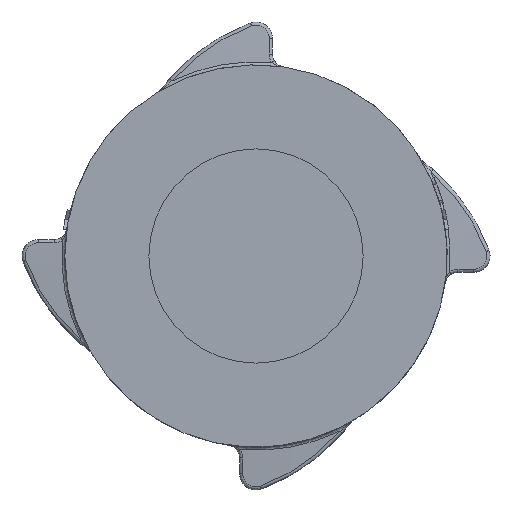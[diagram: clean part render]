
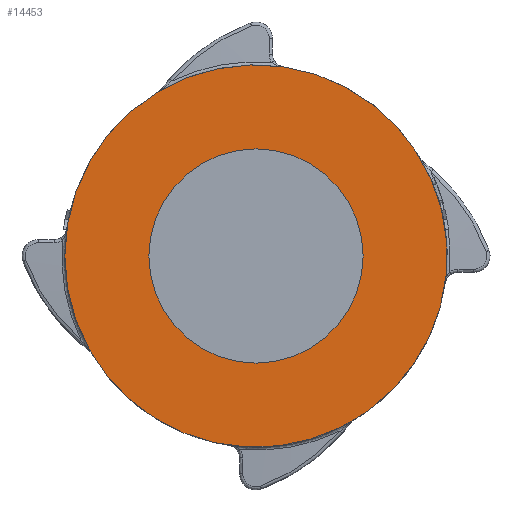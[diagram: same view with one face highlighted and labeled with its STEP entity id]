
A CAD part, left-side view. The second image highlights one B-rep face of the part: STEP entity #14453.
In plain terms, the highlighted planar face has unit normal (-1, 0, 0).
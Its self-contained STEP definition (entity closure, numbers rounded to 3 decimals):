
#6119=CARTESIAN_POINT('',(-48.,0.,32.5));
#6120=VERTEX_POINT('',#6119);
#6121=CARTESIAN_POINT('',(-48.,0.0,0.0));
#6122=DIRECTION('',(1.0,0.0,0.0));
#6123=DIRECTION('',(0.0,0.0,-1.0));
#6124=AXIS2_PLACEMENT_3D('',#6121,#6122,#6123);
#6125=CIRCLE('',#6124,32.5);
#6126=EDGE_CURVE('',#6120,#6120,#6125,.T.);
#14418=CARTESIAN_POINT('',(-48.,58.,0.));
#14419=VERTEX_POINT('',#14418);
#14420=CARTESIAN_POINT('',(-48.,0.0,0.0));
#14421=DIRECTION('',(1.0,0.0,0.0));
#14422=DIRECTION('',(0.0,-1.0,0.0));
#14423=AXIS2_PLACEMENT_3D('',#14420,#14421,#14422);
#14424=CIRCLE('',#14423,58.);
#14425=EDGE_CURVE('',#14419,#14419,#14424,.T.);
#14442=CARTESIAN_POINT('',(-48.,0.0,0.0));
#14443=DIRECTION('',(-1.0,0.0,0.0));
#14444=DIRECTION('',(0.0,0.0,1.0));
#14445=AXIS2_PLACEMENT_3D('',#14442,#14443,#14444);
#14446=PLANE('',#14445);
#14447=ORIENTED_EDGE('',*,*,#14425,.F.);
#14448=EDGE_LOOP('',(#14447));
#14449=FACE_OUTER_BOUND('',#14448,.T.);
#14450=ORIENTED_EDGE('',*,*,#6126,.T.);
#14451=EDGE_LOOP('',(#14450));
#14452=FACE_BOUND('',#14451,.T.);
#14453=ADVANCED_FACE('',(#14449,#14452),#14446,.T.);
